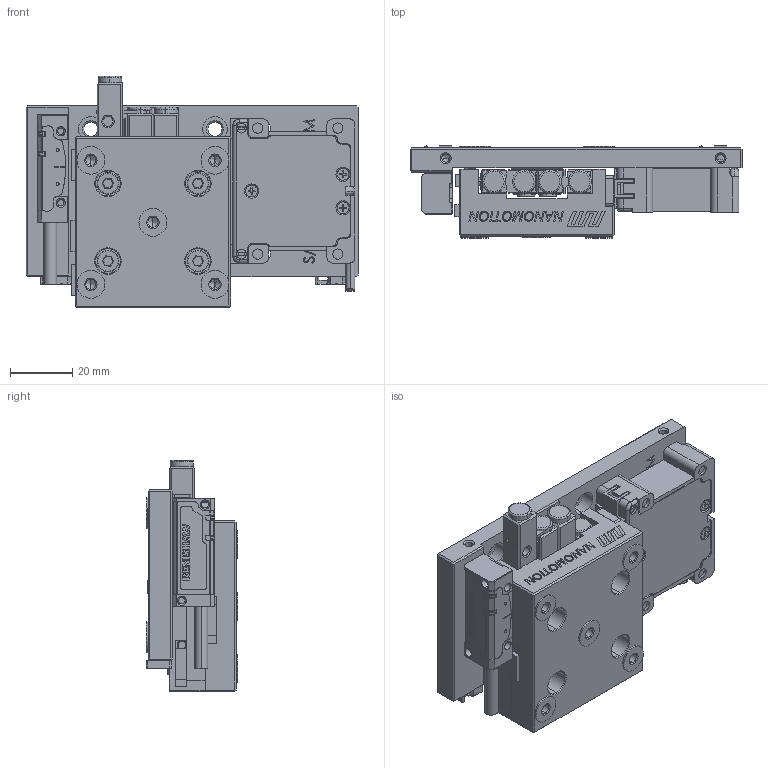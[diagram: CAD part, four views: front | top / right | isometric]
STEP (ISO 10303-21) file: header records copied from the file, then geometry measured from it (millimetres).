
FILE_DESCRIPTION (( 'STEP AP214' ), '1' );
FILE_NAME ('FB050020.STEP', '2020-05-07T05:49:15', ( 'IL01OD77172' ), ( 'Johnson Electric International AG' ), 'SwSTEP 2.0', 'SolidWorks 2015', '' );
FILE_SCHEMA (( 'AUTOMOTIVE_DESIGN' ));
Length unit declared in the file: millimetre
Products named in the file (26): SY000082-Rail_SY000420; SY000089; SM-SC-DIN9121_SM04SC10; FB050020; WASM-RIBBED_WASM0402; FBx50_BASE_F050140021-00; SM-SC-DIN9121_SM04SC16; WASM-RIBBED_WASM0302; SY000138_SY000138-50; WASM-RIBBED_WASM2501; Readhead Tonic _SY000086; SY000145; EA00-DIN915_EA000411; EA000412; CSB175S20W-00_CSB055S10W-00; SM-Set-DIN9136_SM03SP05; FBx50_PLATE_F05013S0202-00; SM-SC-DIN9121_SM03SC12; HR4; CROSS_ROLLER_FB_SY000420; LOCK130002-02_LOCK130002-02; SY000082-cage_SY000420; SY000144; SM04FS05 DIN7991_SM04FS05; Interpolator_SY000153; SM-SC-DIN9121_SM25SC10
Assembly tree (50 placements, depth 3):
  FB050020
    CSB175S20W-00_CSB055S10W-00
    HR4
    Readhead Tonic _SY000086
    FBx50_BASE_F050140021-00
    FBx50_PLATE_F05013S0202-00
    SM-SC-DIN9121_SM04SC16  x4
    WASM-RIBBED_WASM0402  x8
    SM-SC-DIN9121_SM03SC12  x4
    SM-SC-DIN9121_SM04SC10  x4
    WASM-RIBBED_WASM0302  x4
    SM-SC-DIN9121_SM25SC10  x2
    WASM-RIBBED_WASM2501  x2
    CROSS_ROLLER_FB_SY000420  x2
      SY000082-Rail_SY000420
      SY000082-cage_SY000420
    EA000412  x2
    SM-Set-DIN9136_SM03SP05  x2
    EA00-DIN915_EA000411
    SY000145
    SY000144
    SY000138_SY000138-50
    SY000089
    LOCK130002-02_LOCK130002-02
    SM04FS05 DIN7991_SM04FS05  x2
  Interpolator_SY000153
Bounding box: 107 x 29.65 x 74.5 mm (x, y, z)
Volume: 94637.6 mm3; surface area: 59604.2 mm2
Topology: 50 solids, 72 shells, 2793 faces, 7203 edges, 4627 vertices
Faces by surface type: plane 1540, cylinder 710, cone 318, bspline 181, torus 44
Entity records: 92384 total; most frequent: CARTESIAN_POINT 23072, ORIENTED_EDGE 10976, DIRECTION 10341, EDGE_CURVE 5682, VECTOR 4099, LINE 4099, VERTEX_POINT 3738, AXIS2_PLACEMENT_3D 3121
